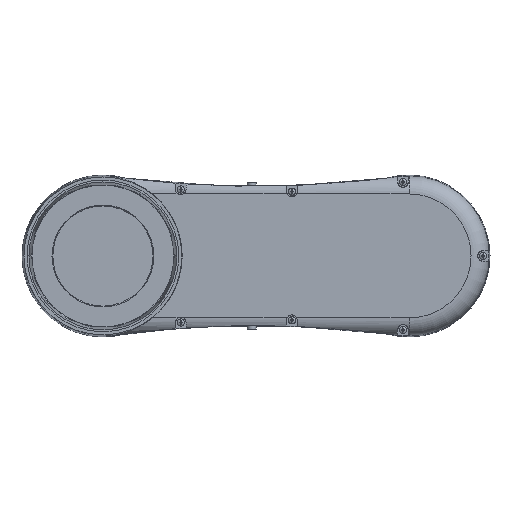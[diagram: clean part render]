
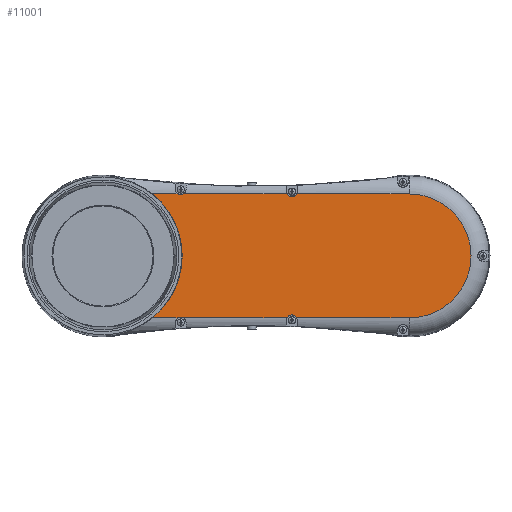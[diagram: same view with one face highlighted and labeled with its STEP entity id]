
A CAD part, top view. The second image highlights one B-rep face of the part: STEP entity #11001.
In plain terms, the highlighted planar face has unit normal (0, 0, 1).
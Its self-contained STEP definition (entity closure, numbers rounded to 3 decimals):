
#54=CARTESIAN_POINT('',(89.,76.,202.5));
#55=DIRECTION('',(0.,0.,-1.));
#56=DIRECTION('',(0.518,-0.855,0.));
#57=AXIS2_PLACEMENT_3D('',#54,#55,#56);
#63=DIRECTION('',(1.,0.,0.));
#64=VECTOR('',#63,118.501);
#65=CARTESIAN_POINT('',(92.107,70.867,202.5));
#66=LINE('',#65,#64);
#70=CARTESIAN_POINT('',(216.,73.5,202.5));
#71=DIRECTION('',(0.,0.,-1.));
#72=DIRECTION('',(0.899,-0.439,0.));
#73=AXIS2_PLACEMENT_3D('',#70,#71,#72);
#78=DIRECTION('',(1.,0.,0.));
#79=VECTOR('',#78,128.608);
#80=CARTESIAN_POINT('',(221.392,70.867,202.5));
#81=LINE('',#80,#79);
#85=DIRECTION('',(1.,0.,0.));
#86=VECTOR('',#85,128.608);
#87=CARTESIAN_POINT('',(221.392,-70.867,202.5));
#88=LINE('',#87,#86);
#92=CARTESIAN_POINT('',(216.,-73.5,202.5));
#93=DIRECTION('',(0.,0.,-1.));
#94=DIRECTION('',(-0.899,0.439,0.));
#95=AXIS2_PLACEMENT_3D('',#92,#93,#94);
#100=DIRECTION('',(1.,0.,0.));
#101=VECTOR('',#100,118.501);
#102=CARTESIAN_POINT('',(92.107,-70.867,202.5));
#103=LINE('',#102,#101);
#107=CARTESIAN_POINT('',(89.,-76.,202.5));
#108=DIRECTION('',(0.,0.,-1.));
#109=DIRECTION('',(-0.518,0.855,0.));
#110=AXIS2_PLACEMENT_3D('',#107,#108,#109);
#115=DIRECTION('',(1.,0.,0.));
#116=VECTOR('',#115,29.34);
#117=CARTESIAN_POINT('',(56.552,-70.867,202.5));
#118=LINE('',#117,#116);
#122=CARTESIAN_POINT('',(0.,0.,202.5));
#123=DIRECTION('',(0.,0.,-1.));
#124=DIRECTION('',(1.,0.,0.));
#125=AXIS2_PLACEMENT_3D('',#122,#123,#124);
#130=CARTESIAN_POINT('',(0.,0.,202.5));
#131=DIRECTION('',(0.,0.,-1.));
#132=DIRECTION('',(0.624,0.782,0.));
#133=AXIS2_PLACEMENT_3D('',#130,#131,#132);
#138=DIRECTION('',(1.,0.,0.));
#139=VECTOR('',#138,29.34);
#140=CARTESIAN_POINT('',(56.552,70.867,202.5));
#141=LINE('',#140,#139);
#2538=CARTESIAN_POINT('',(350.,0.,202.5));
#2539=DIRECTION('',(0.,0.,1.));
#2540=DIRECTION('',(0.,-1.,0.));
#2541=AXIS2_PLACEMENT_3D('',#2538,#2539,#2540);
#9593=CARTESIAN_POINT('',(350.,70.867,202.5));
#9595=VERTEX_POINT('',#9593);
#9596=CARTESIAN_POINT('',(350.,-70.867,202.5));
#9598=VERTEX_POINT('',#9596);
#9618=CARTESIAN_POINT('',(56.552,70.867,202.5));
#9619=CARTESIAN_POINT('',(90.666,0.,202.5));
#9620=VERTEX_POINT('',#9618);
#9621=VERTEX_POINT('',#9619);
#9622=CARTESIAN_POINT('',(56.552,-70.867,202.5));
#9623=VERTEX_POINT('',#9622);
#10294=CARTESIAN_POINT('',(210.608,-70.867,202.5));
#10295=CARTESIAN_POINT('',(221.392,-70.867,202.5));
#10296=VERTEX_POINT('',#10294);
#10297=VERTEX_POINT('',#10295);
#10312=CARTESIAN_POINT('',(221.392,70.867,202.5));
#10313=CARTESIAN_POINT('',(210.608,70.867,202.5));
#10314=VERTEX_POINT('',#10312);
#10315=VERTEX_POINT('',#10313);
#10330=CARTESIAN_POINT('',(85.893,-70.867,202.5));
#10331=CARTESIAN_POINT('',(92.107,-70.867,202.5));
#10332=VERTEX_POINT('',#10330);
#10333=VERTEX_POINT('',#10331);
#10348=CARTESIAN_POINT('',(92.107,70.867,202.5));
#10349=CARTESIAN_POINT('',(85.893,70.867,202.5));
#10350=VERTEX_POINT('',#10348);
#10351=VERTEX_POINT('',#10349);
#10968=CARTESIAN_POINT('',(350.,92.5,202.5));
#10969=DIRECTION('',(0.,0.,1.));
#10970=DIRECTION('',(-1.,0.,0.));
#10971=AXIS2_PLACEMENT_3D('',#10968,#10969,#10970);
#10972=PLANE('',#10971);
#10974=ORIENTED_EDGE('',*,*,#10973,.F.);
#10976=ORIENTED_EDGE('',*,*,#10975,.T.);
#10978=ORIENTED_EDGE('',*,*,#10977,.F.);
#10980=ORIENTED_EDGE('',*,*,#10979,.T.);
#10982=ORIENTED_EDGE('',*,*,#10981,.F.);
#10984=ORIENTED_EDGE('',*,*,#10983,.F.);
#10986=ORIENTED_EDGE('',*,*,#10985,.F.);
#10988=ORIENTED_EDGE('',*,*,#10987,.F.);
#10990=ORIENTED_EDGE('',*,*,#10989,.F.);
#10992=ORIENTED_EDGE('',*,*,#10991,.F.);
#10994=ORIENTED_EDGE('',*,*,#10993,.F.);
#10996=ORIENTED_EDGE('',*,*,#10995,.F.);
#10998=ORIENTED_EDGE('',*,*,#10997,.T.);
#10999=EDGE_LOOP('',(#10974,#10976,#10978,#10980,#10982,#10984,#10986,#10988,
#10990,#10992,#10994,#10996,#10998));
#11000=FACE_OUTER_BOUND('',#10999,.F.);
#58=CIRCLE('',#57,6.);
#74=CIRCLE('',#73,6.);
#96=CIRCLE('',#95,6.);
#111=CIRCLE('',#110,6.);
#126=CIRCLE('',#125,90.666);
#134=CIRCLE('',#133,90.666);
#2542=CIRCLE('',#2541,70.867);
#10973=EDGE_CURVE('',#10350,#10351,#58,.T.);
#10975=EDGE_CURVE('',#10350,#10315,#66,.T.);
#10977=EDGE_CURVE('',#10314,#10315,#74,.T.);
#10979=EDGE_CURVE('',#10314,#9595,#81,.T.);
#10981=EDGE_CURVE('',#9598,#9595,#2542,.T.);
#10983=EDGE_CURVE('',#10297,#9598,#88,.T.);
#10985=EDGE_CURVE('',#10296,#10297,#96,.T.);
#10987=EDGE_CURVE('',#10333,#10296,#103,.T.);
#10989=EDGE_CURVE('',#10332,#10333,#111,.T.);
#10991=EDGE_CURVE('',#9623,#10332,#118,.T.);
#10993=EDGE_CURVE('',#9621,#9623,#126,.T.);
#10995=EDGE_CURVE('',#9620,#9621,#134,.T.);
#10997=EDGE_CURVE('',#9620,#10351,#141,.T.);
#11001=ADVANCED_FACE('',(#11000),#10972,.T.);
